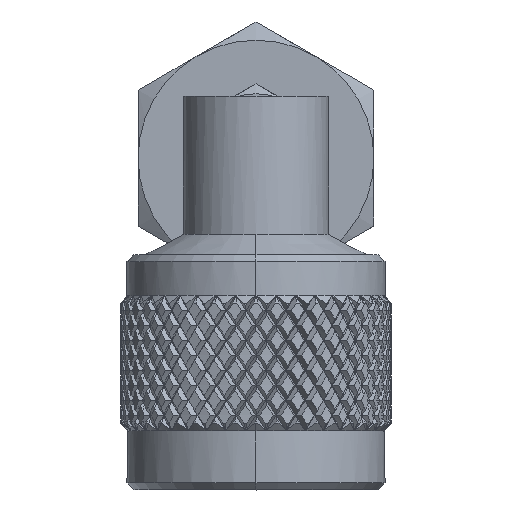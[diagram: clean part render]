
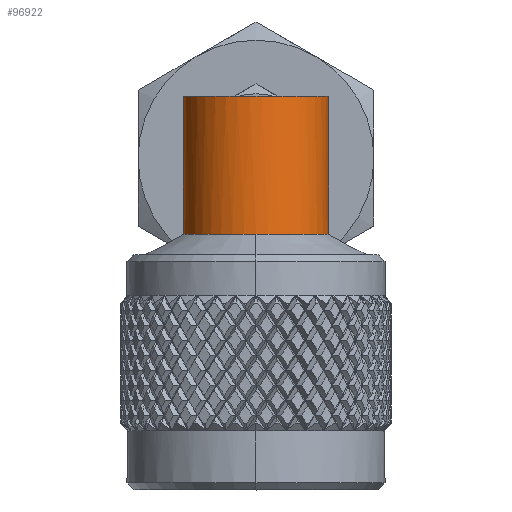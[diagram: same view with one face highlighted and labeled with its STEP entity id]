
A CAD part, top view. The second image highlights one B-rep face of the part: STEP entity #96922.
In plain terms, the highlighted cylindrical face has radius 5.395 mm (diameter 10.79 mm), a partial arc.
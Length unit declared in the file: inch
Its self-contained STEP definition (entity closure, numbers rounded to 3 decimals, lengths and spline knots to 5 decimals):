
#784 = DIRECTION ( 'NONE',  ( 0., 0., 1. ) ) ;
#5577 = DIRECTION ( 'NONE',  ( 0., 0., 1. ) ) ;
#5780 = AXIS2_PLACEMENT_3D ( 'NONE', #69389, #25184, #9629 ) ;
#9629 = DIRECTION ( 'NONE',  ( 0., 0., 1. ) ) ;
#11087 = DIRECTION ( 'NONE',  ( -1., 0., 0. ) ) ;
#11260 = VECTOR ( 'NONE', #98953, 39.37008 ) ;
#12838 = EDGE_CURVE ( 'NONE', #72982, #23350, #15275, .T. ) ;
#14945 = CARTESIAN_POINT ( 'NONE',  ( 0.46208, 0.13037, 0.16769 ) ) ;
#15275 = CIRCLE ( 'NONE', #99026, 0.21241 ) ;
#16671 = CIRCLE ( 'NONE', #70284, 0.21241 ) ;
#19154 = DIRECTION ( 'NONE',  ( 1., 0., 0. ) ) ;
#20180 = AXIS2_PLACEMENT_3D ( 'NONE', #90573, #100805, #5577 ) ;
#23350 = VERTEX_POINT ( 'NONE', #63687 ) ;
#25184 = DIRECTION ( 'NONE',  ( -1., 0., 0. ) ) ;
#27117 = EDGE_CURVE ( 'NONE', #104412, #72982, #16671, .T. ) ;
#34024 = EDGE_LOOP ( 'NONE', ( #63704, #66571, #60746, #108578, #93047 ) ) ;
#34274 = LINE ( 'NONE', #46464, #11260 ) ;
#35246 = CARTESIAN_POINT ( 'NONE',  ( 0.05962, 0., 0. ) ) ;
#37038 = VERTEX_POINT ( 'NONE', #75782 ) ;
#37214 = DIRECTION ( 'NONE',  ( 0., 0., 1. ) ) ;
#44126 = CARTESIAN_POINT ( 'NONE',  ( 0.05962, 0.13037, 0.16769 ) ) ;
#46464 = CARTESIAN_POINT ( 'NONE',  ( 0.05962, -0.13037, 0.16769 ) ) ;
#54135 = VECTOR ( 'NONE', #19154, 39.37008 ) ;
#56803 = CARTESIAN_POINT ( 'NONE',  ( 0.05962, 0.13037, 0.16769 ) ) ;
#59247 = FACE_OUTER_BOUND ( 'NONE', #34024, .T. ) ;
#60746 = ORIENTED_EDGE ( 'NONE', *, *, #12838, .F. ) ;
#61325 = DIRECTION ( 'NONE',  ( -1., 0., 0. ) ) ;
#63687 = CARTESIAN_POINT ( 'NONE',  ( 0.05962, -0.13037, 0.16769 ) ) ;
#63704 = ORIENTED_EDGE ( 'NONE', *, *, #90800, .T. ) ;
#66571 = ORIENTED_EDGE ( 'NONE', *, *, #90730, .F. ) ;
#69389 = CARTESIAN_POINT ( 'NONE',  ( -5.70743, 0., 0. ) ) ;
#70284 = AXIS2_PLACEMENT_3D ( 'NONE', #35246, #61325, #784 ) ;
#72982 = VERTEX_POINT ( 'NONE', #89436 ) ;
#74900 = CIRCLE ( 'NONE', #20180, 0.21241 ) ;
#75782 = CARTESIAN_POINT ( 'NONE',  ( 0.46208, -0.13037, 0.16769 ) ) ;
#77028 = LINE ( 'NONE', #44126, #54135 ) ;
#81569 = EDGE_CURVE ( 'NONE', #104412, #91608, #77028, .T. ) ;
#88176 = CARTESIAN_POINT ( 'NONE',  ( 0.05962, 0., 0. ) ) ;
#89436 = CARTESIAN_POINT ( 'NONE',  ( 0.05962, 0., -0.21241 ) ) ;
#90573 = CARTESIAN_POINT ( 'NONE',  ( 0.46208, 0., 0. ) ) ;
#90730 = EDGE_CURVE ( 'NONE', #23350, #37038, #34274, .T. ) ;
#90800 = EDGE_CURVE ( 'NONE', #91608, #37038, #74900, .T. ) ;
#91608 = VERTEX_POINT ( 'NONE', #14945 ) ;
#93047 = ORIENTED_EDGE ( 'NONE', *, *, #81569, .T. ) ;
#96922 = ADVANCED_FACE ( 'NONE', ( #59247 ), #101092, .T. ) ;
#98953 = DIRECTION ( 'NONE',  ( 1., 0., 0. ) ) ;
#99026 = AXIS2_PLACEMENT_3D ( 'NONE', #88176, #11087, #37214 ) ;
#100805 = DIRECTION ( 'NONE',  ( -1., 0., 0. ) ) ;
#101092 = CYLINDRICAL_SURFACE ( 'NONE', #5780, 0.21241 ) ;
#104412 = VERTEX_POINT ( 'NONE', #56803 ) ;
#108578 = ORIENTED_EDGE ( 'NONE', *, *, #27117, .F. ) ;
